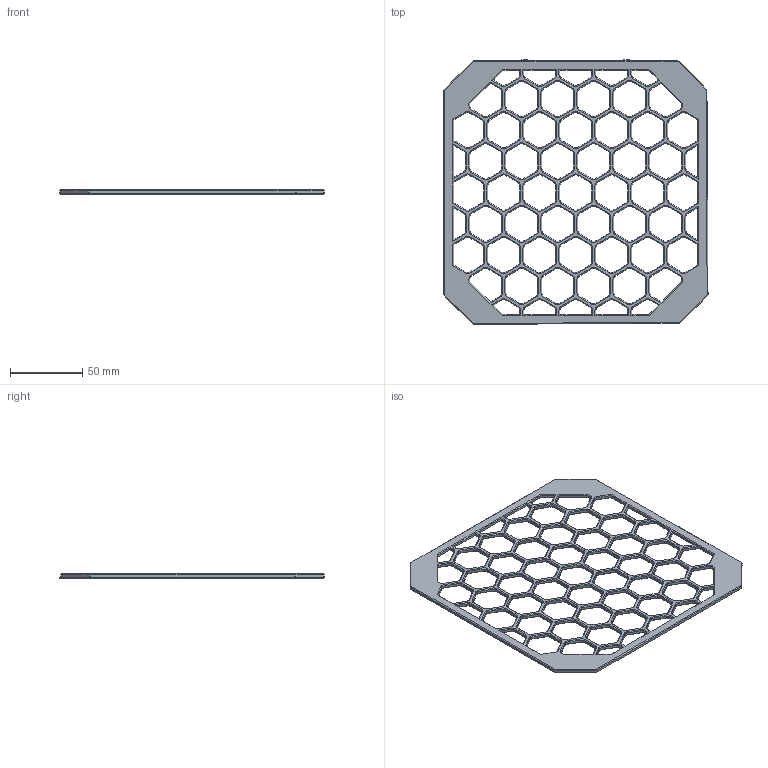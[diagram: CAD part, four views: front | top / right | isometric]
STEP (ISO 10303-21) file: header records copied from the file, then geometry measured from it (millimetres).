
FILE_DESCRIPTION(/* description */ (''),/* implementation_level */ '2;1');
FILE_NAME(/* name */ 'array-front-screen.step',/* time_stamp */ '2023-05-08T16:52:18-04:00',/* author */ (''),/* organization */ (''),/* preprocessor_version */ 'ST-DEVELOPER v19.2',/* originating_system */ 'Autodesk Translation Framework v12.4.0.73',/* authorisation */ '');
FILE_SCHEMA (('AUTOMOTIVE_DESIGN { 1 0 10303 214 3 1 1 }'));
Length unit declared in the file: millimetre
Products named in the file (1): FusionComponent
Bounding box: 182.37 x 182.82 x 2.8 mm (x, y, z)
Volume: 31493.7 mm3; surface area: 33725.9 mm2
Topology: 1 solids, 1 shells, 1964 faces, 4562 edges, 2600 vertices
Faces by surface type: plane 1076, cone 592, cylinder 296
Entity records: 54331 total; most frequent: DIRECTION 9652, CARTESIAN_POINT 9199, ORIENTED_EDGE 9124, EDGE_CURVE 4562, LINE 3354, VECTOR 3354, AXIS2_PLACEMENT_3D 3149, VERTEX_POINT 2600
